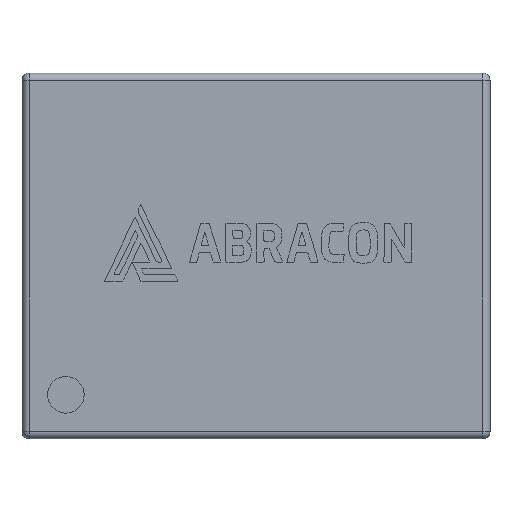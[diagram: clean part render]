
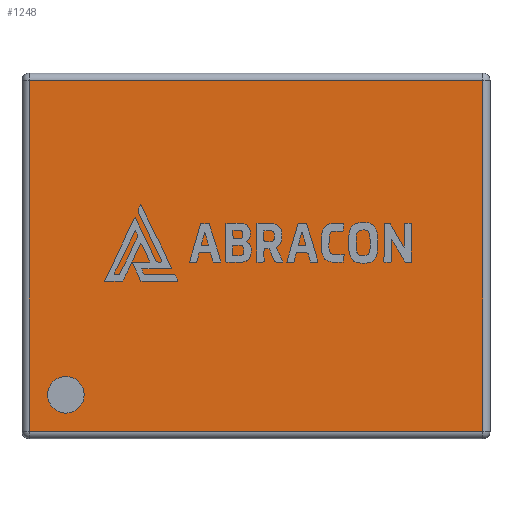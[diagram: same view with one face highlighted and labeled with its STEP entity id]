
A CAD part, top view. The second image highlights one B-rep face of the part: STEP entity #1248.
In plain terms, the highlighted planar face has unit normal (0, 0, 1).
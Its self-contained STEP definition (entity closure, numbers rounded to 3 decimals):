
#144 = DIRECTION ( 'NONE',  ( 0., 0., 1. ) ) ;
#161 = EDGE_LOOP ( 'NONE', ( #3966, #5262, #734, #951 ) ) ;
#162 = LINE ( 'NONE', #5172, #1726 ) ;
#232 = VERTEX_POINT ( 'NONE', #570 ) ;
#270 = DIRECTION ( 'NONE',  ( 1., 0., 0. ) ) ;
#287 = FACE_BOUND ( 'NONE', #4353, .T. ) ;
#536 = EDGE_CURVE ( 'NONE', #5551, #232, #6662, .T. ) ;
#570 = CARTESIAN_POINT ( 'NONE',  ( 1.55, 1.2, 0.925 ) ) ;
#624 = EDGE_CURVE ( 'NONE', #4662, #674, #3551, .T. ) ;
#674 = VERTEX_POINT ( 'NONE', #5629 ) ;
#734 = ORIENTED_EDGE ( 'NONE', *, *, #536, .T. ) ;
#801 = ORIENTED_EDGE ( 'NONE', *, *, #624, .F. ) ;
#840 = PLANE ( 'NONE',  #4925 ) ;
#951 = ORIENTED_EDGE ( 'NONE', *, *, #1136, .T. ) ;
#1136 = EDGE_CURVE ( 'NONE', #232, #5655, #4330, .T. ) ;
#1166 = CARTESIAN_POINT ( 'NONE',  ( -1.425, -0.95, 0.925 ) ) ;
#1199 = EDGE_CURVE ( 'NONE', #3131, #5551, #162, .T. ) ;
#1215 = CARTESIAN_POINT ( 'NONE',  ( 1.55, 1.25, 0.925 ) ) ;
#1248 = ADVANCED_FACE ( 'NONE', ( #287, #3556 ), #840, .T. ) ;
#1414 = DIRECTION ( 'NONE',  ( 0., -1., 0. ) ) ;
#1600 = CARTESIAN_POINT ( 'NONE',  ( -1.6, 1.2, 0.925 ) ) ;
#1615 = CARTESIAN_POINT ( 'NONE',  ( 1.55, -1.2, 0.925 ) ) ;
#1674 = VECTOR ( 'NONE', #1414, 1000. ) ;
#1726 = VECTOR ( 'NONE', #4104, 1000. ) ;
#2409 = VECTOR ( 'NONE', #3441, 1000. ) ;
#2875 = DIRECTION ( 'NONE',  ( 1., 0., 0. ) ) ;
#2887 = CARTESIAN_POINT ( 'NONE',  ( -1.3, -0.95, 0.925 ) ) ;
#3015 = DIRECTION ( 'NONE',  ( 0., 0., 1. ) ) ;
#3131 = VERTEX_POINT ( 'NONE', #3887 ) ;
#3223 = AXIS2_PLACEMENT_3D ( 'NONE', #2887, #144, #270 ) ;
#3432 = DIRECTION ( 'NONE',  ( 0., 0., 1. ) ) ;
#3441 = DIRECTION ( 'NONE',  ( 0., 1., 0. ) ) ;
#3504 = EDGE_CURVE ( 'NONE', #674, #4662, #6930, .T. ) ;
#3551 = CIRCLE ( 'NONE', #3223, 0.125 ) ;
#3556 = FACE_OUTER_BOUND ( 'NONE', #161, .T. ) ;
#3593 = ORIENTED_EDGE ( 'NONE', *, *, #3504, .F. ) ;
#3792 = DIRECTION ( 'NONE',  ( -1., 0., 0. ) ) ;
#3887 = CARTESIAN_POINT ( 'NONE',  ( -1.55, -1.2, 0.925 ) ) ;
#3966 = ORIENTED_EDGE ( 'NONE', *, *, #4131, .T. ) ;
#4104 = DIRECTION ( 'NONE',  ( 1., 0., 0. ) ) ;
#4131 = EDGE_CURVE ( 'NONE', #5655, #3131, #6932, .T. ) ;
#4330 = LINE ( 'NONE', #1600, #5909 ) ;
#4353 = EDGE_LOOP ( 'NONE', ( #3593, #801 ) ) ;
#4662 = VERTEX_POINT ( 'NONE', #1166 ) ;
#4710 = CARTESIAN_POINT ( 'NONE',  ( -1.55, 1.2, 0.925 ) ) ;
#4925 = AXIS2_PLACEMENT_3D ( 'NONE', #5745, #3015, #5207 ) ;
#5172 = CARTESIAN_POINT ( 'NONE',  ( 1.6, -1.2, 0.925 ) ) ;
#5193 = CARTESIAN_POINT ( 'NONE',  ( -1.55, -1.25, 0.925 ) ) ;
#5207 = DIRECTION ( 'NONE',  ( 1., 0., 0. ) ) ;
#5262 = ORIENTED_EDGE ( 'NONE', *, *, #1199, .T. ) ;
#5551 = VERTEX_POINT ( 'NONE', #1615 ) ;
#5629 = CARTESIAN_POINT ( 'NONE',  ( -1.175, -0.95, 0.925 ) ) ;
#5655 = VERTEX_POINT ( 'NONE', #4710 ) ;
#5745 = CARTESIAN_POINT ( 'NONE',  ( 0., 0., 0.925 ) ) ;
#5909 = VECTOR ( 'NONE', #3792, 1000. ) ;
#5917 = AXIS2_PLACEMENT_3D ( 'NONE', #6185, #3432, #2875 ) ;
#6185 = CARTESIAN_POINT ( 'NONE',  ( -1.3, -0.95, 0.925 ) ) ;
#6662 = LINE ( 'NONE', #1215, #2409 ) ;
#6930 = CIRCLE ( 'NONE', #5917, 0.125 ) ;
#6932 = LINE ( 'NONE', #5193, #1674 ) ;
